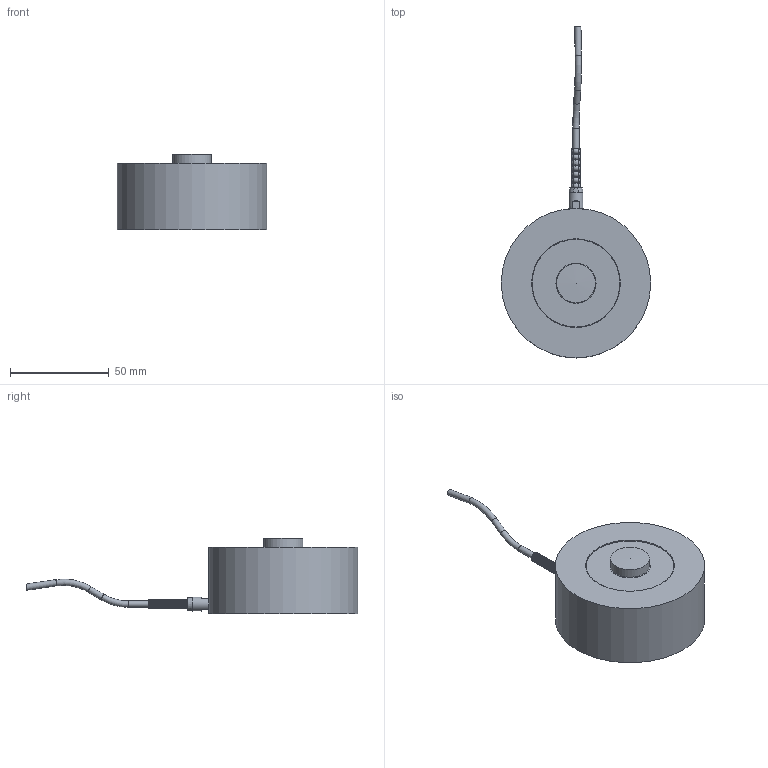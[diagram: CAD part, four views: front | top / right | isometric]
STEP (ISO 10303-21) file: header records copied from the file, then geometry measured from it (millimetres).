
FILE_DESCRIPTION((''),'2;1');
FILE_NAME('LLB550.stp','2010-11-12T15:14:59',('Thomasl'),(''),'Autodesk Inventor 2008','Autodesk Inventor 2008','');
FILE_SCHEMA(('AUTOMOTIVE_DESIGN { 1 0 10303 214 1 1 1 1 }'));
Length unit declared in the file: inch
Products named in the file (5): LLB550 (LevelofDetail1); ~~~~PART1; 778C; 778CA; 778CB
Assembly tree (4 placements, depth 3):
  LLB550 (LevelofDetail1)
    ~~~~PART1
      778C
      778CA
      778CB
Bounding box: 75.69 x 168.12 x 38.1 mm (x, y, z)
Volume: 151537.1 mm3; surface area: 19827.1 mm2
Topology: 3 solids, 3 shells, 118 faces, 249 edges, 142 vertices
Faces by surface type: bspline 62, plane 23, cylinder 17, cone 9, torus 6, sphere 1
Full cylindrical faces by diameter (mm): 2.779 x3, 3.175 x3, 3.302 x1, 3.937 x1, 4.801 x1, 5.334 x1, 5.555 x1, 5.791 x1, 7.061 x1, 19.812 x1, 44.958 x1, 46.482 x1, 75.692 x1
Entity records: 7266 total; most frequent: CARTESIAN_POINT 5275, DIRECTION 378, ORIENTED_EDGE 280, EDGE_LOOP 216, AXIS2_PLACEMENT_3D 179, EDGE_CURVE 140, VERTEX_POINT 124, FACE_OUTER_BOUND 118
